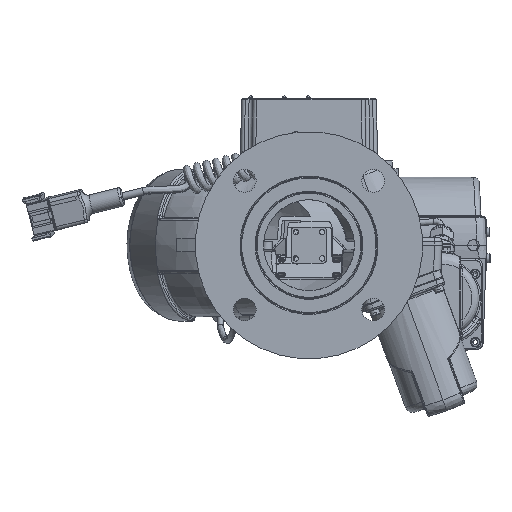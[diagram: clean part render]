
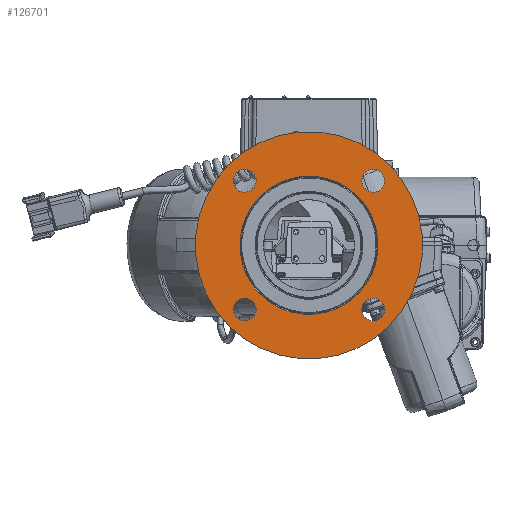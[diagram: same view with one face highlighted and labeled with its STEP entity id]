
A CAD part, front view. The second image highlights one B-rep face of the part: STEP entity #126701.
In plain terms, the highlighted planar face has unit normal (0, -1, 0).
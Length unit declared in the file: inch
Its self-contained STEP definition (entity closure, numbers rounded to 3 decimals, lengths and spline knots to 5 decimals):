
#536 = CARTESIAN_POINT ( 'NONE',  ( 0., -6.0145, 0. ) ) ;
#1289 = CARTESIAN_POINT ( 'NONE',  ( 2.65165, -6.0145, -2.65165 ) ) ;
#1954 = FACE_OUTER_BOUND ( 'NONE', #107339, .T. ) ;
#3552 = VERTEX_POINT ( 'NONE', #47935 ) ;
#3920 = VERTEX_POINT ( 'NONE', #102782 ) ;
#6030 = AXIS2_PLACEMENT_3D ( 'NONE', #61316, #74170, #82096 ) ;
#7413 = CARTESIAN_POINT ( 'NONE',  ( 2.12132, -6.0145, -2.12132 ) ) ;
#8520 = CARTESIAN_POINT ( 'NONE',  ( -2.38649, -6.0145, 2.38649 ) ) ;
#11743 = EDGE_CURVE ( 'NONE', #3552, #3552, #100906, .T. ) ;
#12941 = DIRECTION ( 'NONE',  ( 0., 1., 0. ) ) ;
#13410 = PLANE ( 'NONE',  #74822 ) ;
#17032 = CARTESIAN_POINT ( 'NONE',  ( 0., -6.0145, 0. ) ) ;
#17634 = EDGE_LOOP ( 'NONE', ( #133639 ) ) ;
#20614 = DIRECTION ( 'NONE',  ( 0., 1., 0. ) ) ;
#22235 = VERTEX_POINT ( 'NONE', #88868 ) ;
#24147 = FACE_BOUND ( 'NONE', #130095, .T. ) ;
#26506 = ORIENTED_EDGE ( 'NONE', *, *, #131129, .T. ) ;
#30858 = CIRCLE ( 'NONE', #6030, 0.375 ) ;
#31360 = CARTESIAN_POINT ( 'NONE',  ( 2.12132, -6.0145, 2.12132 ) ) ;
#34399 = CARTESIAN_POINT ( 'NONE',  ( 0., -6.0145, 0. ) ) ;
#37326 = AXIS2_PLACEMENT_3D ( 'NONE', #17032, #95100, #40626 ) ;
#40626 = DIRECTION ( 'NONE',  ( 0.707, 0., -0.707 ) ) ;
#41730 = DIRECTION ( 'NONE',  ( 0., 1., 0. ) ) ;
#43307 = CIRCLE ( 'NONE', #123426, 0.375 ) ;
#43515 = FACE_BOUND ( 'NONE', #56807, .T. ) ;
#47787 = ORIENTED_EDGE ( 'NONE', *, *, #53122, .T. ) ;
#47935 = CARTESIAN_POINT ( 'NONE',  ( -1.61291, -6.0145, 1.61291 ) ) ;
#51111 = DIRECTION ( 'NONE',  ( 0., 1., 0. ) ) ;
#53122 = EDGE_CURVE ( 'NONE', #3920, #3920, #30858, .T. ) ;
#53676 = EDGE_LOOP ( 'NONE', ( #63609 ) ) ;
#56399 = DIRECTION ( 'NONE',  ( -0.707, 0., 0.707 ) ) ;
#56807 = EDGE_LOOP ( 'NONE', ( #26506 ) ) ;
#58513 = CIRCLE ( 'NONE', #63088, 0.375 ) ;
#61316 = CARTESIAN_POINT ( 'NONE',  ( -2.12132, -6.0145, -2.12132 ) ) ;
#62936 = VERTEX_POINT ( 'NONE', #8520 ) ;
#63088 = AXIS2_PLACEMENT_3D ( 'NONE', #7413, #51111, #135755 ) ;
#63609 = ORIENTED_EDGE ( 'NONE', *, *, #140717, .T. ) ;
#67835 = FACE_BOUND ( 'NONE', #17634, .T. ) ;
#68839 = AXIS2_PLACEMENT_3D ( 'NONE', #34399, #12941, #88182 ) ;
#74170 = DIRECTION ( 'NONE',  ( 0., 1., 0. ) ) ;
#74822 = AXIS2_PLACEMENT_3D ( 'NONE', #536, #78601, #56399 ) ;
#75100 = VERTEX_POINT ( 'NONE', #85856 ) ;
#75286 = AXIS2_PLACEMENT_3D ( 'NONE', #31360, #20614, #130274 ) ;
#76198 = CIRCLE ( 'NONE', #37326, 3.75 ) ;
#77175 = FACE_BOUND ( 'NONE', #99480, .T. ) ;
#78601 = DIRECTION ( 'NONE',  ( 0., 1., 0. ) ) ;
#82096 = DIRECTION ( 'NONE',  ( -0.707, 0., 0.707 ) ) ;
#85856 = CARTESIAN_POINT ( 'NONE',  ( 1.85616, -6.0145, -1.85616 ) ) ;
#88182 = DIRECTION ( 'NONE',  ( -0.707, 0., 0.707 ) ) ;
#88868 = CARTESIAN_POINT ( 'NONE',  ( 1.85616, -6.0145, 2.38649 ) ) ;
#95100 = DIRECTION ( 'NONE',  ( 0., -1., 0. ) ) ;
#99480 = EDGE_LOOP ( 'NONE', ( #47787 ) ) ;
#100906 = CIRCLE ( 'NONE', #68839, 2.281 ) ;
#102079 = ORIENTED_EDGE ( 'NONE', *, *, #11743, .T. ) ;
#102782 = CARTESIAN_POINT ( 'NONE',  ( -2.38649, -6.0145, -1.85616 ) ) ;
#105184 = EDGE_CURVE ( 'NONE', #22235, #22235, #114198, .T. ) ;
#107339 = EDGE_LOOP ( 'NONE', ( #130165 ) ) ;
#108787 = VERTEX_POINT ( 'NONE', #1289 ) ;
#114198 = CIRCLE ( 'NONE', #75286, 0.375 ) ;
#118431 = DIRECTION ( 'NONE',  ( -0.707, 0., 0.707 ) ) ;
#119504 = FACE_BOUND ( 'NONE', #53676, .T. ) ;
#123426 = AXIS2_PLACEMENT_3D ( 'NONE', #139951, #41730, #118431 ) ;
#126701 = ADVANCED_FACE ( 'NONE', ( #1954, #43515, #77175, #119504, #67835, #24147 ), #13410, .F. ) ;
#130095 = EDGE_LOOP ( 'NONE', ( #102079 ) ) ;
#130165 = ORIENTED_EDGE ( 'NONE', *, *, #134708, .T. ) ;
#130274 = DIRECTION ( 'NONE',  ( -0.707, 0., 0.707 ) ) ;
#131129 = EDGE_CURVE ( 'NONE', #62936, #62936, #43307, .T. ) ;
#133639 = ORIENTED_EDGE ( 'NONE', *, *, #105184, .T. ) ;
#134708 = EDGE_CURVE ( 'NONE', #108787, #108787, #76198, .T. ) ;
#135755 = DIRECTION ( 'NONE',  ( -0.707, 0., 0.707 ) ) ;
#139951 = CARTESIAN_POINT ( 'NONE',  ( -2.12132, -6.0145, 2.12132 ) ) ;
#140717 = EDGE_CURVE ( 'NONE', #75100, #75100, #58513, .T. ) ;
